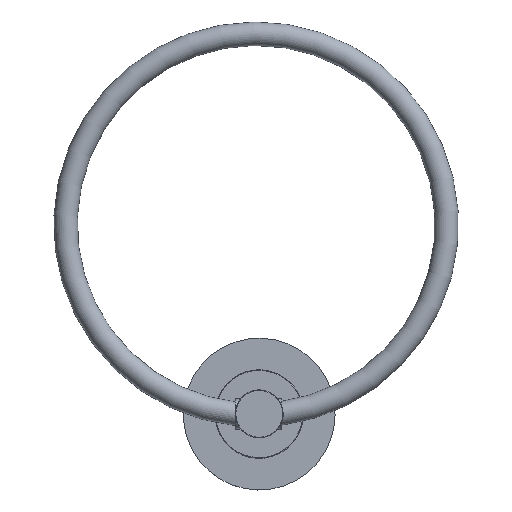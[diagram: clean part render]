
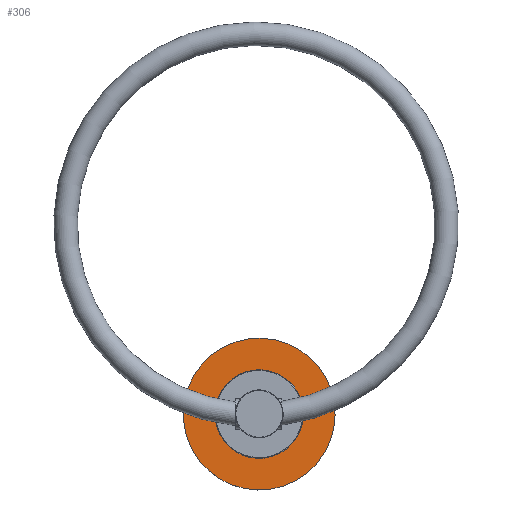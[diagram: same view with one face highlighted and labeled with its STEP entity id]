
A CAD part, top view. The second image highlights one B-rep face of the part: STEP entity #306.
In plain terms, the highlighted planar face has unit normal (0, 0, 1).
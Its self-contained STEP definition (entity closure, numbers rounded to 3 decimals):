
#46=FACE_BOUND('',#91,.T.);
#66=FACE_OUTER_BOUND('',#90,.T.);
#90=EDGE_LOOP('',(#210));
#91=EDGE_LOOP('',(#211));
#134=CIRCLE('',#333,30.);
#135=CIRCLE('',#334,17.25);
#152=VERTEX_POINT('',#466);
#153=VERTEX_POINT('',#468);
#179=EDGE_CURVE('',#152,#152,#134,.T.);
#180=EDGE_CURVE('',#153,#153,#135,.T.);
#210=ORIENTED_EDGE('',*,*,#179,.F.);
#211=ORIENTED_EDGE('',*,*,#180,.F.);
#272=PLANE('',#332);
#306=ADVANCED_FACE('',(#66,#46),#272,.F.);
#332=AXIS2_PLACEMENT_3D('',#465,#376,#377);
#333=AXIS2_PLACEMENT_3D('',#467,#378,#379);
#334=AXIS2_PLACEMENT_3D('',#469,#380,#381);
#376=DIRECTION('center_axis',(0.,0.,
-1.));
#377=DIRECTION('ref_axis',(-1.,0.024,0.));
#378=DIRECTION('center_axis',(0.,0.,
-1.));
#379=DIRECTION('ref_axis',(-1.,0.024,0.));
#380=DIRECTION('center_axis',(0.,0.,
1.));
#381=DIRECTION('ref_axis',(-0.977,0.213,0.));
#465=CARTESIAN_POINT('Origin',(0.,0.,
5.));
#466=CARTESIAN_POINT('',(29.991,-0.721,5.));
#467=CARTESIAN_POINT('Origin',(0.,0.,
5.));
#468=CARTESIAN_POINT('',(16.853,-3.68,5.));
#469=CARTESIAN_POINT('Origin',(0.,0.,
5.));
